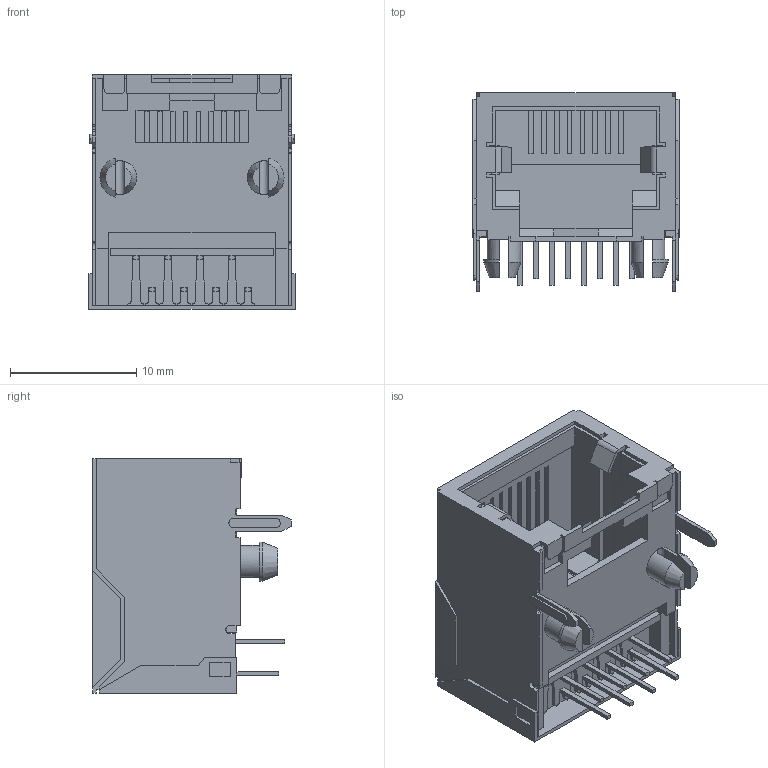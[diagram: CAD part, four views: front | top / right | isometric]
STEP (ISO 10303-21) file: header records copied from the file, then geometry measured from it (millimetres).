
FILE_DESCRIPTION( ( 'STEP AP214' ), '1' );
FILE_NAME( 'psolqas_8304_16.stp', '2020-05-06T18:16:18', ( 'License CC BY-ND 4.0' ), ( 'CADENAS' ), ' ', 'PARTsolutions', ' ' );
FILE_SCHEMA( ( 'AUTOMOTIVE_DESIGN { 1 0 10303 214 1 1 1 1 }' ) );
Length unit declared in the file: metre
Products named in the file (1): 1
Bounding box: 16.36 x 15.77 x 18.64 mm (x, y, z)
Volume: 1924.5 mm3; surface area: 2308.8 mm2
Topology: 1 solids, 1 shells, 452 faces, 1276 edges, 830 vertices
Faces by surface type: plane 398, cylinder 50, cone 4
Entity records: 14427 total; most frequent: CARTESIAN_POINT 2673, ORIENTED_EDGE 2552, DIRECTION 2268, EDGE_CURVE 1276, LINE 1158, VECTOR 1158, VERTEX_POINT 830, AXIS2_PLACEMENT_3D 555
